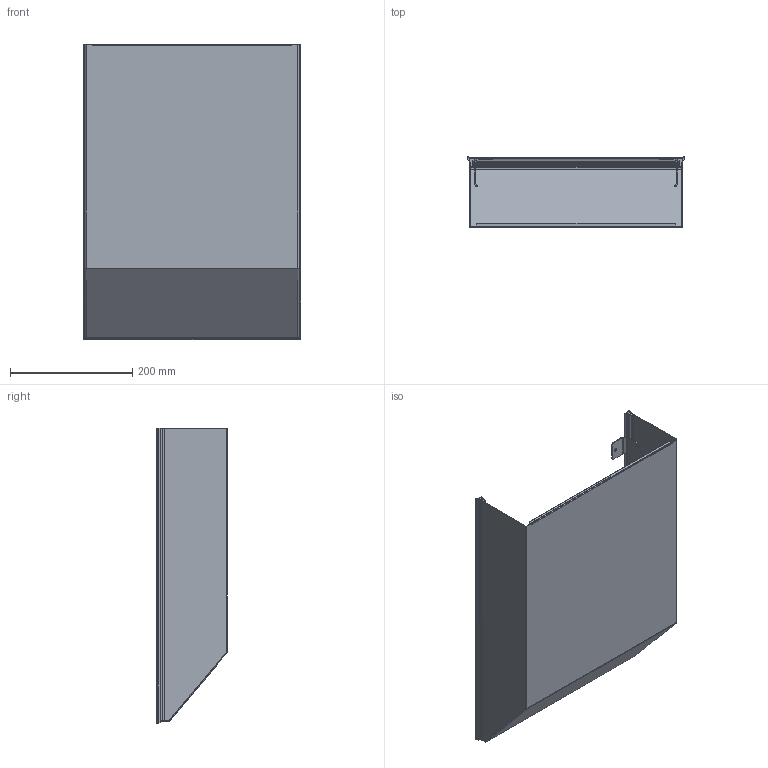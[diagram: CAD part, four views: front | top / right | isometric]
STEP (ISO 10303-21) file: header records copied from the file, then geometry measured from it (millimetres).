
FILE_DESCRIPTION (( 'STEP AP214' ), '1' );
FILE_NAME ('44999.STEP', '2022-08-18T10:31:58', ( '' ), ( '' ), 'SwSTEP 2.0', 'SolidWorks 2021', '' );
FILE_SCHEMA (( 'AUTOMOTIVE_DESIGN' ));
Length unit declared in the file: inch
Products named in the file (1): 44999
Bounding box: 355.4 x 115.55 x 482.9 mm (x, y, z)
Volume: 375638.9 mm3; surface area: 727868.2 mm2
Topology: 4 solids, 4 shells, 304 faces, 793 edges, 491 vertices
Faces by surface type: cylinder 156, plane 139, bspline 5, sphere 4
Full cylindrical faces by diameter (mm): 5.5 x4
Entity records: 13387 total; most frequent: CARTESIAN_POINT 2079, ORIENTED_EDGE 1566, DIRECTION 1478, EDGE_CURVE 783, AXIS2_PLACEMENT_3D 496, VERTEX_POINT 491, VECTOR 486, LINE 486
